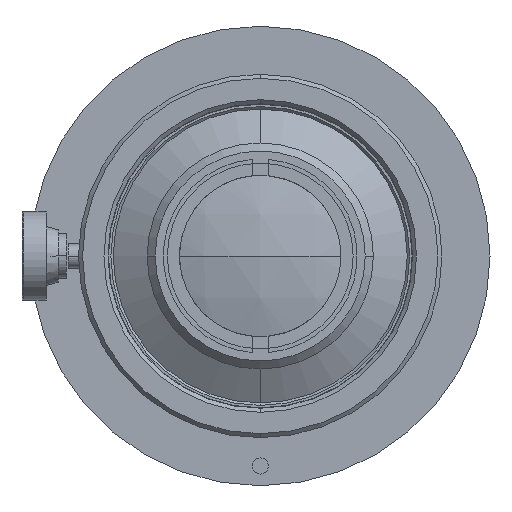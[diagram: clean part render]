
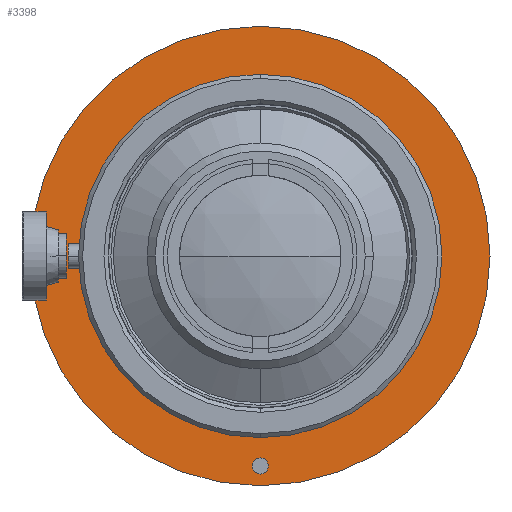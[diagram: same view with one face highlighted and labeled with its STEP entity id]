
A CAD part, left-side view. The second image highlights one B-rep face of the part: STEP entity #3398.
In plain terms, the highlighted planar face has unit normal (-1, 0, 0).
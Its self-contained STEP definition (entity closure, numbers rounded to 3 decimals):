
#77 = CARTESIAN_POINT ( 'NONE',  ( 138.006, -28.45, 0. ) ) ;
#82 = DIRECTION ( 'NONE',  ( 0., 0., -1. ) ) ;
#93 = CIRCLE ( 'NONE', #3126, 1. ) ;
#183 = CARTESIAN_POINT ( 'NONE',  ( 138.006, 0., 0. ) ) ;
#310 = CARTESIAN_POINT ( 'NONE',  ( 138.006, 0., -25. ) ) ;
#513 = EDGE_CURVE ( 'NONE', #3169, #1452, #2684, .T. ) ;
#548 = CARTESIAN_POINT ( 'NONE',  ( 138.006, 0., 0. ) ) ;
#771 = CARTESIAN_POINT ( 'NONE',  ( 138.006, 0., 28.45 ) ) ;
#934 = CARTESIAN_POINT ( 'NONE',  ( 138.006, 0., -28.45 ) ) ;
#1070 = CARTESIAN_POINT ( 'NONE',  ( 138.006, 0., -18.85 ) ) ;
#1366 = EDGE_LOOP ( 'NONE', ( #3298, #1964 ) ) ;
#1452 = VERTEX_POINT ( 'NONE', #771 ) ;
#1515 = DIRECTION ( 'NONE',  ( 0., 0., -1. ) ) ;
#1547 = VERTEX_POINT ( 'NONE', #4077 ) ;
#1619 = DIRECTION ( 'NONE',  ( 1., 0., 0. ) ) ;
#1643 = ORIENTED_EDGE ( 'NONE', *, *, #1781, .T. ) ;
#1736 = ORIENTED_EDGE ( 'NONE', *, *, #2798, .T. ) ;
#1781 = EDGE_CURVE ( 'NONE', #2721, #1547, #2872, .T. ) ;
#1905 = CIRCLE ( 'NONE', #4528, 18.85 ) ;
#1908 = EDGE_LOOP ( 'NONE', ( #1736, #1643 ) ) ;
#1964 = ORIENTED_EDGE ( 'NONE', *, *, #2254, .F. ) ;
#2150 = VERTEX_POINT ( 'NONE', #3991 ) ;
#2151 = DIRECTION ( 'NONE',  ( 0., 0., 1. ) ) ;
#2254 = EDGE_CURVE ( 'NONE', #3259, #2150, #4106, .T. ) ;
#2312 = AXIS2_PLACEMENT_3D ( 'NONE', #183, #4479, #4087 ) ;
#2397 = DIRECTION ( 'NONE',  ( -1., 0., 0. ) ) ;
#2417 = DIRECTION ( 'NONE',  ( 1., 0., 0. ) ) ;
#2440 = FACE_BOUND ( 'NONE', #1908, .T. ) ;
#2462 = PLANE ( 'NONE',  #3459 ) ;
#2654 = EDGE_CURVE ( 'NONE', #2150, #3259, #93, .T. ) ;
#2684 = CIRCLE ( 'NONE', #3336, 28.45 ) ;
#2714 = AXIS2_PLACEMENT_3D ( 'NONE', #3606, #2397, #82 ) ;
#2721 = VERTEX_POINT ( 'NONE', #1070 ) ;
#2798 = EDGE_CURVE ( 'NONE', #1547, #2721, #1905, .T. ) ;
#2872 = CIRCLE ( 'NONE', #3120, 18.85 ) ;
#3049 = EDGE_LOOP ( 'NONE', ( #4345, #3071 ) ) ;
#3071 = ORIENTED_EDGE ( 'NONE', *, *, #513, .F. ) ;
#3072 = DIRECTION ( 'NONE',  ( 1., 0., 0. ) ) ;
#3085 = EDGE_CURVE ( 'NONE', #1452, #3169, #3374, .T. ) ;
#3120 = AXIS2_PLACEMENT_3D ( 'NONE', #4258, #1619, #3846 ) ;
#3126 = AXIS2_PLACEMENT_3D ( 'NONE', #3695, #4871, #1515 ) ;
#3169 = VERTEX_POINT ( 'NONE', #934 ) ;
#3232 = FACE_BOUND ( 'NONE', #1366, .T. ) ;
#3259 = VERTEX_POINT ( 'NONE', #310 ) ;
#3298 = ORIENTED_EDGE ( 'NONE', *, *, #2654, .F. ) ;
#3336 = AXIS2_PLACEMENT_3D ( 'NONE', #548, #4914, #2151 ) ;
#3374 = CIRCLE ( 'NONE', #2312, 28.45 ) ;
#3398 = ADVANCED_FACE ( 'NONE', ( #3232, #4318, #2440 ), #2462, .F. ) ;
#3457 = CARTESIAN_POINT ( 'NONE',  ( 138.006, 0., 0. ) ) ;
#3459 = AXIS2_PLACEMENT_3D ( 'NONE', #77, #2417, #3986 ) ;
#3606 = CARTESIAN_POINT ( 'NONE',  ( 138.006, 0., -26. ) ) ;
#3695 = CARTESIAN_POINT ( 'NONE',  ( 138.006, 0., -26. ) ) ;
#3846 = DIRECTION ( 'NONE',  ( 0., 0., 1. ) ) ;
#3986 = DIRECTION ( 'NONE',  ( 0., 0., 1. ) ) ;
#3991 = CARTESIAN_POINT ( 'NONE',  ( 138.006, 0., -27. ) ) ;
#4077 = CARTESIAN_POINT ( 'NONE',  ( 138.006, 0., 18.85 ) ) ;
#4087 = DIRECTION ( 'NONE',  ( 0., 0., 1. ) ) ;
#4106 = CIRCLE ( 'NONE', #2714, 1. ) ;
#4258 = CARTESIAN_POINT ( 'NONE',  ( 138.006, 0., 0. ) ) ;
#4318 = FACE_OUTER_BOUND ( 'NONE', #3049, .T. ) ;
#4345 = ORIENTED_EDGE ( 'NONE', *, *, #3085, .F. ) ;
#4479 = DIRECTION ( 'NONE',  ( 1., 0., 0. ) ) ;
#4528 = AXIS2_PLACEMENT_3D ( 'NONE', #3457, #3072, #4563 ) ;
#4563 = DIRECTION ( 'NONE',  ( 0., 0., 1. ) ) ;
#4871 = DIRECTION ( 'NONE',  ( -1., 0., 0. ) ) ;
#4914 = DIRECTION ( 'NONE',  ( 1., 0., 0. ) ) ;
